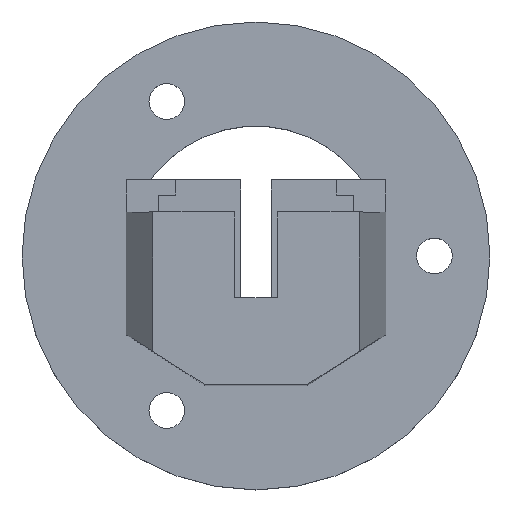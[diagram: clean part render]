
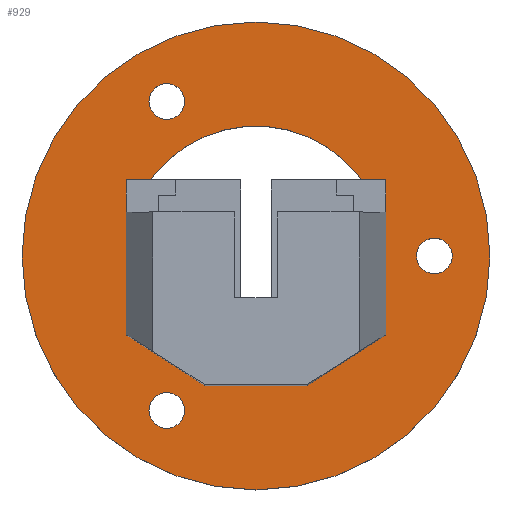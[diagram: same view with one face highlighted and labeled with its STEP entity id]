
A CAD part, top view. The second image highlights one B-rep face of the part: STEP entity #929.
In plain terms, the highlighted planar face has unit normal (0, 0, 1).
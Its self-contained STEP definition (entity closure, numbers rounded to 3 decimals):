
#24=FACE_BOUND('',#129,.T.);
#25=FACE_BOUND('',#130,.T.);
#26=FACE_BOUND('',#131,.T.);
#27=FACE_BOUND('',#132,.T.);
#33=CIRCLE('',#1004,23.);
#34=CIRCLE('',#1005,1.753);
#35=CIRCLE('',#1006,1.753);
#36=CIRCLE('',#1007,1.753);
#37=CIRCLE('',#1008,12.775);
#78=FACE_OUTER_BOUND('',#128,.T.);
#128=EDGE_LOOP('',(#816));
#129=EDGE_LOOP('',(#817));
#130=EDGE_LOOP('',(#818));
#131=EDGE_LOOP('',(#819));
#132=EDGE_LOOP('',(#820,#821,#822,#823,#824,#825,#826,#827));
#155=LINE('',#1286,#274);
#170=LINE('',#1315,#289);
#172=LINE('',#1320,#291);
#179=LINE('',#1333,#298);
#181=LINE('',#1336,#300);
#224=LINE('',#1433,#343);
#226=LINE('',#1436,#345);
#274=VECTOR('',#1041,10.);
#289=VECTOR('',#1060,10.);
#291=VECTOR('',#1064,10.);
#298=VECTOR('',#1073,10.);
#300=VECTOR('',#1077,10.);
#343=VECTOR('',#1158,10.);
#345=VECTOR('',#1162,10.);
#391=VERTEX_POINT('',#1283);
#392=VERTEX_POINT('',#1285);
#404=VERTEX_POINT('',#1313);
#405=VERTEX_POINT('',#1317);
#406=VERTEX_POINT('',#1319);
#411=VERTEX_POINT('',#1331);
#416=VERTEX_POINT('',#1345);
#446=VERTEX_POINT('',#1432);
#457=VERTEX_POINT('',#1490);
#458=VERTEX_POINT('',#1492);
#459=VERTEX_POINT('',#1494);
#460=VERTEX_POINT('',#1496);
#478=EDGE_CURVE('',#392,#391,#155,.T.);
#493=EDGE_CURVE('',#404,#391,#170,.T.);
#495=EDGE_CURVE('',#405,#406,#172,.T.);
#502=EDGE_CURVE('',#405,#411,#179,.T.);
#504=EDGE_CURVE('',#404,#406,#181,.T.);
#552=EDGE_CURVE('',#446,#392,#224,.T.);
#554=EDGE_CURVE('',#411,#416,#226,.T.);
#581=EDGE_CURVE('',#457,#457,#33,.T.);
#582=EDGE_CURVE('',#458,#458,#34,.T.);
#583=EDGE_CURVE('',#459,#459,#35,.T.);
#584=EDGE_CURVE('',#460,#460,#36,.T.);
#585=EDGE_CURVE('',#416,#446,#37,.T.);
#816=ORIENTED_EDGE('',*,*,#581,.T.);
#817=ORIENTED_EDGE('',*,*,#582,.T.);
#818=ORIENTED_EDGE('',*,*,#583,.T.);
#819=ORIENTED_EDGE('',*,*,#584,.T.);
#820=ORIENTED_EDGE('',*,*,#552,.T.);
#821=ORIENTED_EDGE('',*,*,#478,.T.);
#822=ORIENTED_EDGE('',*,*,#493,.F.);
#823=ORIENTED_EDGE('',*,*,#504,.T.);
#824=ORIENTED_EDGE('',*,*,#495,.F.);
#825=ORIENTED_EDGE('',*,*,#502,.T.);
#826=ORIENTED_EDGE('',*,*,#554,.T.);
#827=ORIENTED_EDGE('',*,*,#585,.T.);
#888=PLANE('',#1003);
#929=ADVANCED_FACE('',(#78,#24,#25,#26,#27),#888,.T.);
#1003=AXIS2_PLACEMENT_3D('',#1489,#1221,#1222);
#1004=AXIS2_PLACEMENT_3D('',#1491,#1223,#1224);
#1005=AXIS2_PLACEMENT_3D('',#1493,#1225,#1226);
#1006=AXIS2_PLACEMENT_3D('',#1495,#1227,#1228);
#1007=AXIS2_PLACEMENT_3D('',#1497,#1229,#1230);
#1008=AXIS2_PLACEMENT_3D('',#1498,#1231,#1232);
#1041=DIRECTION('',(0.,-1.,0.));
#1060=DIRECTION('',(0.841,0.541,0.));
#1064=DIRECTION('',(0.841,-0.541,0.));
#1073=DIRECTION('',(0.,1.,0.));
#1077=DIRECTION('',(-1.,0.,0.));
#1158=DIRECTION('',(1.,0.,0.));
#1162=DIRECTION('',(1.,0.,0.));
#1221=DIRECTION('center_axis',(0.,0.,1.));
#1222=DIRECTION('ref_axis',(1.,0.,0.));
#1223=DIRECTION('center_axis',(0.,0.,1.));
#1224=DIRECTION('ref_axis',(1.,0.,0.));
#1225=DIRECTION('center_axis',(0.,0.,-1.));
#1226=DIRECTION('ref_axis',(1.,0.,0.));
#1227=DIRECTION('center_axis',(0.,0.,-1.));
#1228=DIRECTION('ref_axis',(1.,0.,0.));
#1229=DIRECTION('center_axis',(0.,0.,-1.));
#1230=DIRECTION('ref_axis',(1.,0.,0.));
#1231=DIRECTION('center_axis',(0.,0.,-1.));
#1232=DIRECTION('ref_axis',(-1.,0.,0.));
#1283=CARTESIAN_POINT('',(12.775,-7.775,5.));
#1285=CARTESIAN_POINT('',(12.775,4.225,5.));
#1286=CARTESIAN_POINT('',(12.775,-6.388,5.));
#1313=CARTESIAN_POINT('',(5.,-12.775,5.));
#1315=CARTESIAN_POINT('',(3.8,-13.547,5.));
#1317=CARTESIAN_POINT('',(-12.775,-7.775,5.));
#1319=CARTESIAN_POINT('',(-5.,-12.775,5.));
#1320=CARTESIAN_POINT('',(-7.688,-11.047,5.));
#1331=CARTESIAN_POINT('',(-12.775,4.225,5.));
#1333=CARTESIAN_POINT('',(-12.775,2.113,5.));
#1336=CARTESIAN_POINT('',(-6.388,-12.775,5.));
#1345=CARTESIAN_POINT('',(-12.056,4.225,5.));
#1432=CARTESIAN_POINT('',(12.056,4.225,5.));
#1433=CARTESIAN_POINT('',(6.388,4.225,5.));
#1436=CARTESIAN_POINT('',(6.388,4.225,5.));
#1489=CARTESIAN_POINT('Origin',(0.,0.,5.));
#1490=CARTESIAN_POINT('',(-23.,0.,5.));
#1491=CARTESIAN_POINT('Origin',(0.,0.,5.));
#1492=CARTESIAN_POINT('',(-10.521,15.188,5.));
#1493=CARTESIAN_POINT('Origin',(-8.769,15.188,5.));
#1494=CARTESIAN_POINT('',(15.785,0.,5.));
#1495=CARTESIAN_POINT('Origin',(17.538,0.,5.));
#1496=CARTESIAN_POINT('',(-10.521,-15.188,5.));
#1497=CARTESIAN_POINT('Origin',(-8.769,-15.188,5.));
#1498=CARTESIAN_POINT('Origin',(0.,0.,5.));
